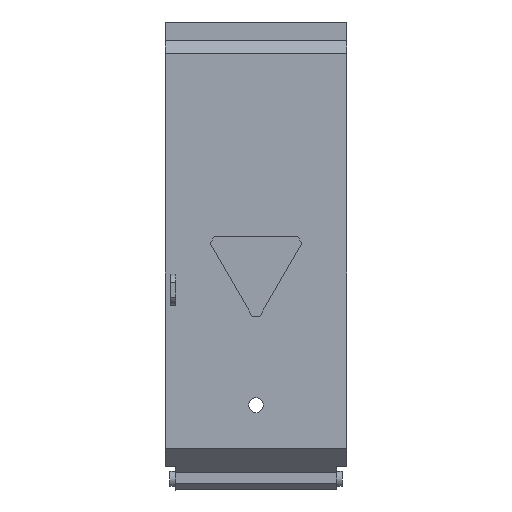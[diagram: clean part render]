
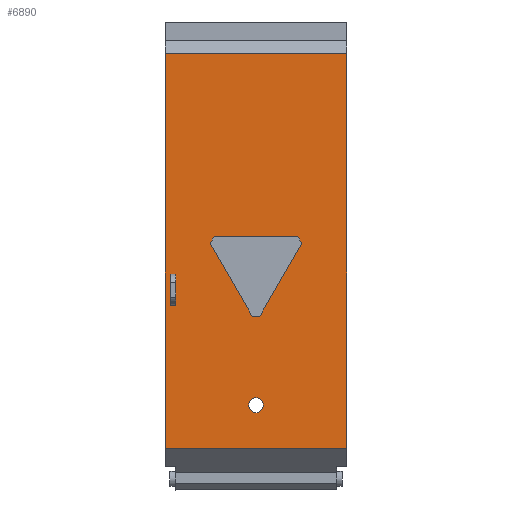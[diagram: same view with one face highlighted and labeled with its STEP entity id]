
A CAD part, top view. The second image highlights one B-rep face of the part: STEP entity #6890.
In plain terms, the highlighted face is planar.
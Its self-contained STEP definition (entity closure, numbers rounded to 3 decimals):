
#3490=CARTESIAN_POINT('',(41.53,-113.345,
25.525));
#3500=VERTEX_POINT('',#3490);
#3650=CARTESIAN_POINT('',(41.53,-113.345,
-23.275));
#3660=VERTEX_POINT('',#3650);
#3690=CARTESIAN_POINT('',(41.53,-113.345,0.));
#3700=DIRECTION('',(0.,0.,1.));
#3710=VECTOR('',#3700,1.);
#3720=LINE('',#3690,#3710);
#3730=EDGE_CURVE('',#3660,#3500,#3720,.T.);
#5560=CARTESIAN_POINT('',(-64.731,-113.345,
25.525));
#5570=DIRECTION('',(0.,-1.,0.));
#5580=DIRECTION('',(-1.,0.,0.));
#5590=AXIS2_PLACEMENT_3D('',#5560,#5570,#5580);
#5600=PLANE('',#5590);
#5610=CARTESIAN_POINT('',(0.,-113.345,-23.275));
#5620=DIRECTION('',(1.,0.,0.));
#5630=VECTOR('',#5620,1.);
#5640=LINE('',#5610,#5630);
#5650=CARTESIAN_POINT('',(-64.731,-113.345,
-23.275));
#5660=VERTEX_POINT('',#5650);
#5670=EDGE_CURVE('',#5660,#3660,#5640,.T.);
#5680=ORIENTED_EDGE('',*,*,#5670,.T.);
#5690=CARTESIAN_POINT('',(-64.731,-113.345,0.));
#5700=DIRECTION('',(0.,0.,1.));
#5710=VECTOR('',#5700,1.);
#5720=LINE('',#5690,#5710);
#5730=CARTESIAN_POINT('',(-64.731,-113.345,
25.525));
#5740=VERTEX_POINT('',#5730);
#5750=EDGE_CURVE('',#5660,#5740,#5720,.T.);
#5760=ORIENTED_EDGE('',*,*,#5750,.F.);
#5770=CARTESIAN_POINT('',(0.,-113.345,25.525));
#5780=DIRECTION('',(-1.,0.,0.));
#5790=VECTOR('',#5780,1.);
#5800=LINE('',#5770,#5790);
#5810=EDGE_CURVE('',#3500,#5740,#5800,.T.);
#5820=ORIENTED_EDGE('',*,*,#5810,.T.);
#5830=ORIENTED_EDGE('',*,*,#3730,.T.);
#5840=EDGE_LOOP('',(#5830,#5820,#5760,#5680));
#5850=FACE_OUTER_BOUND('',#5840,.T.);
#5860=CARTESIAN_POINT('',(-29.12,-113.345,0.));
#5870=DIRECTION('',(0.,0.,-1.));
#5880=VECTOR('',#5870,1.);
#5890=LINE('',#5860,#5880);
#5900=CARTESIAN_POINT('',(-29.12,-113.345,
2.164));
#5910=VERTEX_POINT('',#5900);
#5920=CARTESIAN_POINT('',(-29.12,-113.345,
0.086));
#5930=VERTEX_POINT('',#5920);
#5940=EDGE_CURVE('',#5910,#5930,#5890,.T.);
#5950=ORIENTED_EDGE('',*,*,#5940,.F.);
#5960=CARTESIAN_POINT('',(0.,-113.345,-16.727));
#5970=DIRECTION('',(0.866,0.,
-0.5));
#5980=VECTOR('',#5970,1.);
#5990=LINE('',#5960,#5980);
#6000=CARTESIAN_POINT('',(-9.57,-113.345,
-11.202));
#6010=VERTEX_POINT('',#6000);
#6020=EDGE_CURVE('',#5930,#6010,#5990,.T.);
#6030=ORIENTED_EDGE('',*,*,#6020,.F.);
#6040=CARTESIAN_POINT('',(0.,-113.345,-5.676));
#6050=DIRECTION('',(0.866,0.,
0.5));
#6060=VECTOR('',#6050,1.);
#6070=LINE('',#6040,#6060);
#6080=CARTESIAN_POINT('',(-7.77,-113.345,
-10.163));
#6090=VERTEX_POINT('',#6080);
#6100=EDGE_CURVE('',#6010,#6090,#6070,.T.);
#6110=ORIENTED_EDGE('',*,*,#6100,.F.);
#6120=CARTESIAN_POINT('',(-7.77,-113.345,0.));
#6130=DIRECTION('',(0.,0.,1.));
#6140=VECTOR('',#6130,1.);
#6150=LINE('',#6120,#6140);
#6160=CARTESIAN_POINT('',(-7.77,-113.345,
12.413));
#6170=VERTEX_POINT('',#6160);
#6180=EDGE_CURVE('',#6090,#6170,#6150,.T.);
#6190=ORIENTED_EDGE('',*,*,#6180,.F.);
#6200=CARTESIAN_POINT('',(0.,-113.345,7.926));
#6210=DIRECTION('',(-0.866,0.,
0.5));
#6220=VECTOR('',#6210,1.);
#6230=LINE('',#6200,#6220);
#6240=CARTESIAN_POINT('',(-9.57,-113.345,
13.452));
#6250=VERTEX_POINT('',#6240);
#6260=EDGE_CURVE('',#6170,#6250,#6230,.T.);
#6270=ORIENTED_EDGE('',*,*,#6260,.F.);
#6280=CARTESIAN_POINT('',(0.,-113.345,18.977));
#6290=DIRECTION('',(-0.866,0.,
-0.5));
#6300=VECTOR('',#6290,1.);
#6310=LINE('',#6280,#6300);
#6320=EDGE_CURVE('',#6250,#5910,#6310,.T.);
#6330=ORIENTED_EDGE('',*,*,#6320,.F.);
#6340=EDGE_LOOP('',(#6330,#6270,#6190,#6110,#6030,#5950));
#6350=FACE_BOUND('',#6340,.T.);
#6360=CARTESIAN_POINT('',(-53.12,-113.345,
1.125));
#6370=DIRECTION('',(0.,1.,0.));
#6380=DIRECTION('',(1.,0.,0.));
#6390=AXIS2_PLACEMENT_3D('',#6360,#6370,#6380);
#6400=CIRCLE('',#6390,2.);
#6410=CARTESIAN_POINT('',(-51.12,-113.345,
1.125));
#6420=VERTEX_POINT('',#6410);
#6430=CARTESIAN_POINT('',(-55.12,-113.345,
1.125));
#6440=VERTEX_POINT('',#6430);
#6450=EDGE_CURVE('',#6420,#6440,#6400,.T.);
#6460=ORIENTED_EDGE('',*,*,#6450,.T.);
#6470=CARTESIAN_POINT('',(-53.12,-113.345,
3.125));
#6480=VERTEX_POINT('',#6470);
#6490=EDGE_CURVE('',#6480,#6420,#6400,.T.);
#6500=ORIENTED_EDGE('',*,*,#6490,.T.);
#6510=EDGE_CURVE('',#6440,#6480,#6400,.T.);
#6520=ORIENTED_EDGE('',*,*,#6510,.T.);
#6530=EDGE_LOOP('',(#6520,#6500,#6460));
#6540=FACE_BOUND('',#6530,.T.);
#6550=CARTESIAN_POINT('',(-17.87,-113.345,0.));
#6560=DIRECTION('',(0.,0.,-1.));
#6570=VECTOR('',#6560,1.);
#6580=LINE('',#6550,#6570);
#6590=CARTESIAN_POINT('',(-17.87,-113.345,
24.125));
#6600=VERTEX_POINT('',#6590);
#6610=CARTESIAN_POINT('',(-17.87,-113.345,
22.725));
#6620=VERTEX_POINT('',#6610);
#6630=EDGE_CURVE('',#6600,#6620,#6580,.T.);
#6640=ORIENTED_EDGE('',*,*,#6630,.T.);
#6650=CARTESIAN_POINT('',(0.,-113.345,24.125));
#6660=DIRECTION('',(1.,0.,0.));
#6670=VECTOR('',#6660,1.);
#6680=LINE('',#6650,#6670);
#6690=CARTESIAN_POINT('',(-26.27,-113.345,
24.125));
#6700=VERTEX_POINT('',#6690);
#6710=EDGE_CURVE('',#6700,#6600,#6680,.T.);
#6720=ORIENTED_EDGE('',*,*,#6710,.T.);
#6730=CARTESIAN_POINT('',(-26.27,-113.345,0.));
#6740=DIRECTION('',(0.,0.,1.));
#6750=VECTOR('',#6740,1.);
#6760=LINE('',#6730,#6750);
#6770=CARTESIAN_POINT('',(-26.27,-113.345,
22.725));
#6780=VERTEX_POINT('',#6770);
#6790=EDGE_CURVE('',#6780,#6700,#6760,.T.);
#6800=ORIENTED_EDGE('',*,*,#6790,.T.);
#6810=CARTESIAN_POINT('',(0.,-113.345,22.725));
#6820=DIRECTION('',(1.,0.,0.));
#6830=VECTOR('',#6820,1.);
#6840=LINE('',#6810,#6830);
#6850=EDGE_CURVE('',#6780,#6620,#6840,.T.);
#6860=ORIENTED_EDGE('',*,*,#6850,.F.);
#6870=EDGE_LOOP('',(#6860,#6800,#6720,#6640));
#6880=FACE_BOUND('',#6870,.T.);
#6890=ADVANCED_FACE('',(#5850,#6350,#6540,#6880),#5600,.T.);
